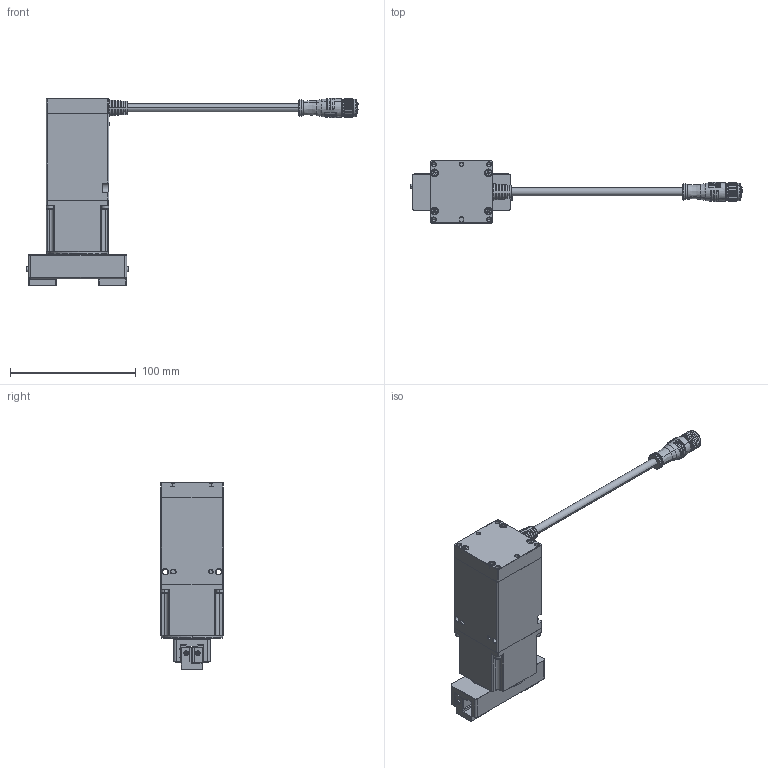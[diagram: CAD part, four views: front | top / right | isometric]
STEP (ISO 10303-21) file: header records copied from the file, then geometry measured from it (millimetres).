
FILE_DESCRIPTION (( 'STEP AP203' ), '1' );
FILE_NAME ('RGD-5&35-30-W-S.STEP', '2022-04-11T09:34:01', ( '' ), ( '' ), 'SwSTEP 2.0', 'SolidWorks 2020', '' );
FILE_SCHEMA (( 'CONFIG_CONTROL_DESIGN' ));
Length unit declared in the file: millimetre
Products named in the file (4): RGD_FingerPart; RGD耜醱堤盄翋极; RGD-5&35-30-W-S; RGD_Upart
Assembly tree (4 placements, depth 2):
  RGD-5&35-30-W-S
    RGD耜醱堤盄翋极
    RGD_Upart
    RGD_FingerPart  x2
Bounding box: 264.4 x 50 x 149.18 mm (x, y, z)
Volume: 348804.5 mm3; surface area: 59035 mm2
Topology: 4 solids, 30 shells, 1664 faces, 4091 edges, 2560 vertices
Faces by surface type: plane 844, cylinder 370, bspline 237, cone 213
Entity records: 50062 total; most frequent: CARTESIAN_POINT 15973, ORIENTED_EDGE 7312, DIRECTION 6436, EDGE_CURVE 3656, VERTEX_POINT 2316, AXIS2_PLACEMENT_3D 2274, LINE 1888, VECTOR 1888
